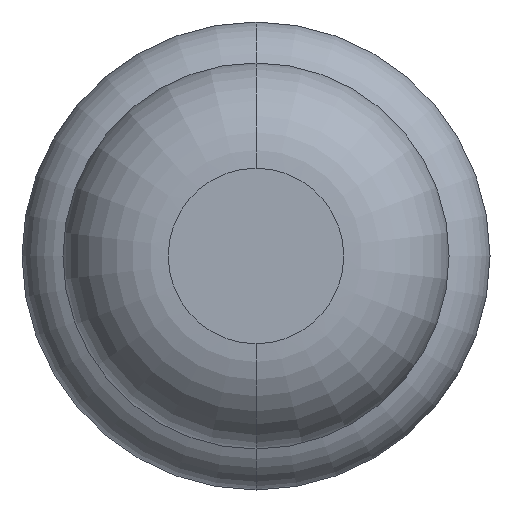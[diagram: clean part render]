
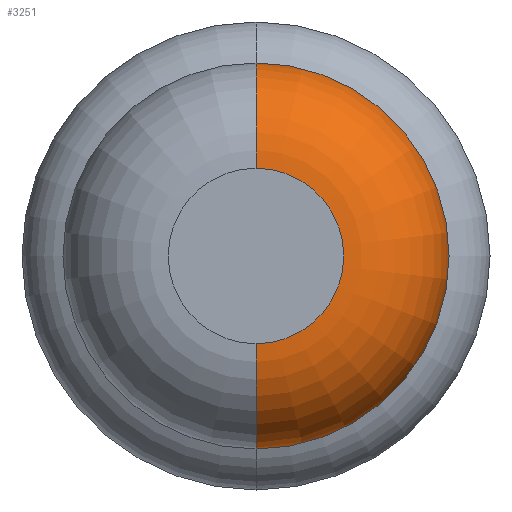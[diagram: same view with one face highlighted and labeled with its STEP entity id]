
A CAD part, front view. The second image highlights one B-rep face of the part: STEP entity #3251.
In plain terms, the highlighted toroidal (fillet/blend) face has major radius 0.375 mm and minor radius 0.45 mm.
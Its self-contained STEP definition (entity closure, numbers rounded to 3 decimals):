
#170 = CARTESIAN_POINT ( 'NONE',  ( 0., -25.55, -0.375 ) ) ;
#253 = CIRCLE ( 'NONE', #3343, 0.45 ) ;
#327 = AXIS2_PLACEMENT_3D ( 'NONE', #1603, #1962, #2349 ) ;
#507 = ORIENTED_EDGE ( 'NONE', *, *, #3654, .F. ) ;
#665 = VERTEX_POINT ( 'NONE', #4204 ) ;
#914 = CIRCLE ( 'NONE', #3132, 0.45 ) ;
#953 = AXIS2_PLACEMENT_3D ( 'NONE', #3578, #1164, #1555 ) ;
#1040 = VERTEX_POINT ( 'NONE', #4209 ) ;
#1164 = DIRECTION ( 'NONE',  ( 0., 1., 0. ) ) ;
#1201 = EDGE_CURVE ( 'NONE', #3026, #1040, #914, .T. ) ;
#1208 = ORIENTED_EDGE ( 'NONE', *, *, #3739, .F. ) ;
#1385 = CIRCLE ( 'NONE', #953, 0.375 ) ;
#1493 = EDGE_CURVE ( 'Defeature ausgef�hrt1_8+Defeature ausgef�hrt1_7+Defeature ausgef�hrt1_7+Defeature ausgef�hrt1_7', #2935, #3026, #1385, .T. ) ;
#1524 = CIRCLE ( 'NONE', #2633, 0.825 ) ;
#1555 = DIRECTION ( 'NONE',  ( 0., 0., 1. ) ) ;
#1603 = CARTESIAN_POINT ( 'NONE',  ( 0., -25.55, 0. ) ) ;
#1850 = CARTESIAN_POINT ( 'NONE',  ( 0., -26., 0.375 ) ) ;
#1962 = DIRECTION ( 'NONE',  ( 0., 1., 0. ) ) ;
#2074 = DIRECTION ( 'NONE',  ( -1., 0., 0. ) ) ;
#2119 = ORIENTED_EDGE ( 'NONE', *, *, #1493, .T. ) ;
#2131 = CARTESIAN_POINT ( 'NONE',  ( 0., -25.55, 0.375 ) ) ;
#2349 = DIRECTION ( 'NONE',  ( 0., 0., 1. ) ) ;
#2451 = EDGE_LOOP ( 'NONE', ( #2119, #4272, #507, #1208 ) ) ;
#2633 = AXIS2_PLACEMENT_3D ( 'NONE', #4222, #4203, #3196 ) ;
#2909 = DIRECTION ( 'NONE',  ( 1., 0., 0. ) ) ;
#2935 = VERTEX_POINT ( 'NONE', #1850 ) ;
#3026 = VERTEX_POINT ( 'NONE', #4388 ) ;
#3132 = AXIS2_PLACEMENT_3D ( 'NONE', #170, #2909, #3313 ) ;
#3196 = DIRECTION ( 'NONE',  ( 0., 0., 1. ) ) ;
#3251 = ADVANCED_FACE ( 'Defeature ausgef�hrt1_8', ( #3287 ), #3678, .T. ) ;
#3287 = FACE_OUTER_BOUND ( 'NONE', #2451, .T. ) ;
#3313 = DIRECTION ( 'NONE',  ( 0., 0., -1. ) ) ;
#3343 = AXIS2_PLACEMENT_3D ( 'NONE', #2131, #2074, #3559 ) ;
#3559 = DIRECTION ( 'NONE',  ( 0., 0., 1. ) ) ;
#3578 = CARTESIAN_POINT ( 'NONE',  ( 0., -26., 0. ) ) ;
#3654 = EDGE_CURVE ( 'Defeature ausgef�hrt1_9+Defeature ausgef�hrt1_8+Defeature ausgef�hrt1_8+Defeature ausgef�hrt1_8', #665, #1040, #1524, .T. ) ;
#3678 = TOROIDAL_SURFACE ( 'NONE', #327, 0.375, 0.45 ) ;
#3739 = EDGE_CURVE ( 'NONE', #2935, #665, #253, .T. ) ;
#4203 = DIRECTION ( 'NONE',  ( 0., 1., 0. ) ) ;
#4204 = CARTESIAN_POINT ( 'NONE',  ( 0., -25.55, 0.825 ) ) ;
#4209 = CARTESIAN_POINT ( 'NONE',  ( 0., -25.55, -0.825 ) ) ;
#4222 = CARTESIAN_POINT ( 'NONE',  ( 0., -25.55, 0. ) ) ;
#4272 = ORIENTED_EDGE ( 'NONE', *, *, #1201, .T. ) ;
#4388 = CARTESIAN_POINT ( 'NONE',  ( 0., -26., -0.375 ) ) ;
